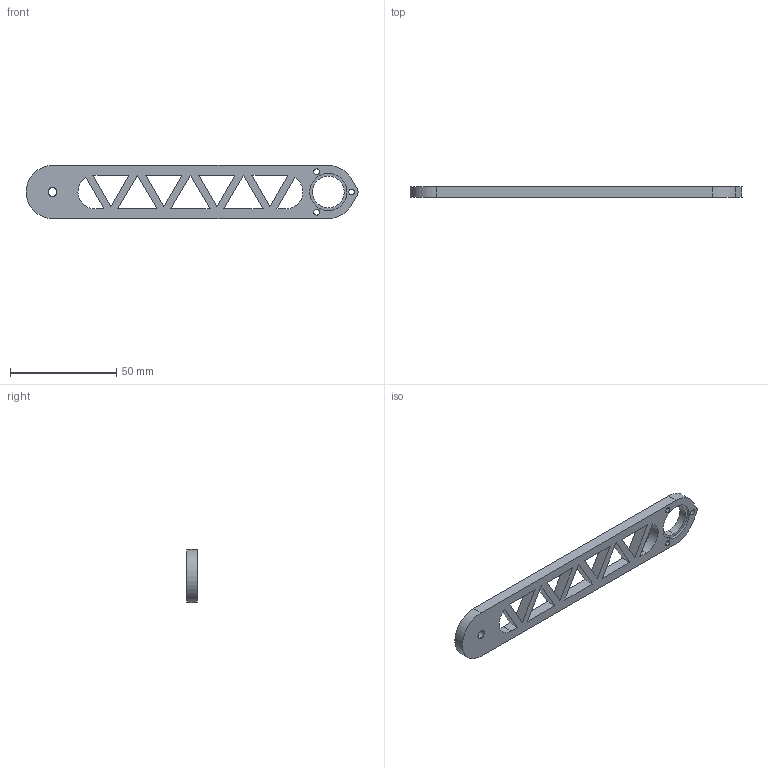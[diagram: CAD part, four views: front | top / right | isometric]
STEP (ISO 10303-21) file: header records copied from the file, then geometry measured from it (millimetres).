
FILE_DESCRIPTION (( 'STEP AP214' ), '1' );
FILE_NAME ('小腿外侧掏空试验.STEP', '2025-07-28T03:51:54', ( '' ), ( '' ), 'SwSTEP 2.0', 'SolidWorks 2018', '' );
FILE_SCHEMA (( 'AUTOMOTIVE_DESIGN' ));
Length unit declared in the file: millimetre
Products named in the file (1): 小腿外侧掏空试验
Bounding box: 156.49 x 5 x 25 mm (x, y, z)
Volume: 11937.9 mm3; surface area: 9214.6 mm2
Topology: 1 solids, 1 shells, 52 faces, 147 edges, 98 vertices
Faces by surface type: plane 32, cylinder 20
Entity records: 1781 total; most frequent: CARTESIAN_POINT 298, ORIENTED_EDGE 294, DIRECTION 293, EDGE_CURVE 147, LINE 107, VECTOR 107, VERTEX_POINT 98, AXIS2_PLACEMENT_3D 93
